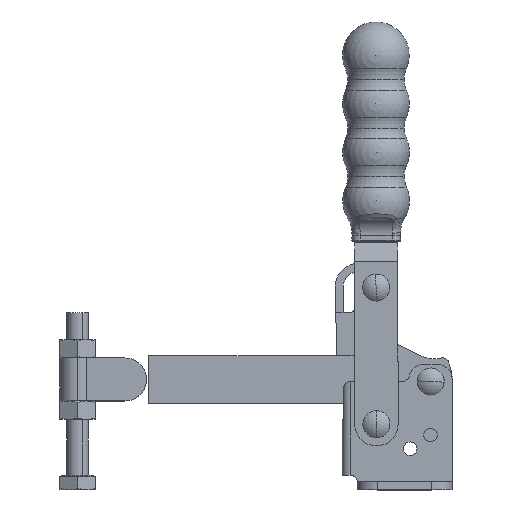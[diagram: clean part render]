
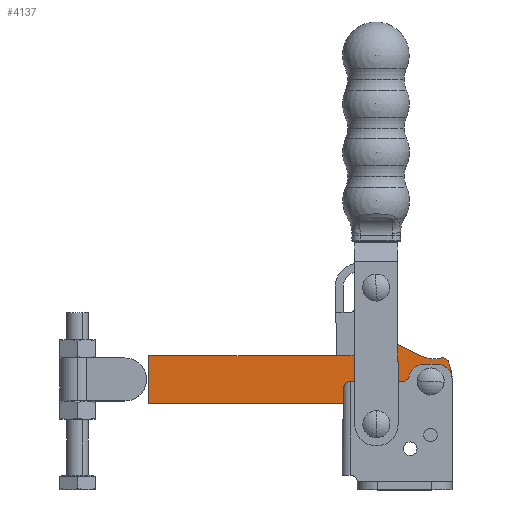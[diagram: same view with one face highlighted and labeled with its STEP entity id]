
A CAD part, top view. The second image highlights one B-rep face of the part: STEP entity #4137.
In plain terms, the highlighted planar face has unit normal (0, 0, 1).
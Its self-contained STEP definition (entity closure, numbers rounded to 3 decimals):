
#179 = EDGE_CURVE ( 'NONE', #5527, #3437, #2108, .T. ) ;
#201 = VECTOR ( 'NONE', #3950, 1000. ) ;
#250 = VECTOR ( 'NONE', #4810, 1000. ) ;
#412 = DIRECTION ( 'NONE',  ( 0., 0., 1. ) ) ;
#502 = EDGE_CURVE ( 'NONE', #3437, #5527, #10390, .T. ) ;
#554 = CARTESIAN_POINT ( 'NONE',  ( -76.903, 65.413, 3. ) ) ;
#606 = ORIENTED_EDGE ( 'NONE', *, *, #7603, .T. ) ;
#868 = EDGE_CURVE ( 'NONE', #5654, #11491, #6734, .T. ) ;
#948 = EDGE_CURVE ( 'NONE', #3772, #12839, #4482, .T. ) ;
#1101 = CARTESIAN_POINT ( 'NONE',  ( 34.693, 51.913, 3. ) ) ;
#1270 = ORIENTED_EDGE ( 'NONE', *, *, #10077, .T. ) ;
#1342 = CARTESIAN_POINT ( 'NONE',  ( 6.997, 65.713, 3. ) ) ;
#1466 = VERTEX_POINT ( 'NONE', #1101 ) ;
#1622 = VERTEX_POINT ( 'NONE', #3245 ) ;
#1700 = CARTESIAN_POINT ( 'NONE',  ( -1.841, 67.413, 3. ) ) ;
#1793 = CARTESIAN_POINT ( 'NONE',  ( 28.288, 74.243, 3. ) ) ;
#1923 = CARTESIAN_POINT ( 'NONE',  ( -76.903, 65.413, 3. ) ) ;
#2108 = CIRCLE ( 'NONE', #8517, 3. ) ;
#2311 = VERTEX_POINT ( 'NONE', #11793 ) ;
#2343 = AXIS2_PLACEMENT_3D ( 'NONE', #4197, #11493, #5234 ) ;
#2370 = DIRECTION ( 'NONE',  ( 0., -1., 0. ) ) ;
#2464 = AXIS2_PLACEMENT_3D ( 'NONE', #6252, #9159, #6490 ) ;
#2616 = DIRECTION ( 'NONE',  ( -1., 0., 0. ) ) ;
#2759 = DIRECTION ( 'NONE',  ( 0., -1., 0. ) ) ;
#2841 = DIRECTION ( 'NONE',  ( 0., -1., 0. ) ) ;
#2919 = CARTESIAN_POINT ( 'NONE',  ( 10.065, 72.005, 3. ) ) ;
#2937 = DIRECTION ( 'NONE',  ( 0., 0., 1. ) ) ;
#3031 = LINE ( 'NONE', #13132, #250 ) ;
#3227 = AXIS2_PLACEMENT_3D ( 'NONE', #6594, #412, #7659 ) ;
#3245 = CARTESIAN_POINT ( 'NONE',  ( 0.123, 67.035, 3. ) ) ;
#3317 = CARTESIAN_POINT ( 'NONE',  ( -76.903, 72.713, 3. ) ) ;
#3437 = VERTEX_POINT ( 'NONE', #6497 ) ;
#3564 = CIRCLE ( 'NONE', #2343, 2.4 ) ;
#3772 = VERTEX_POINT ( 'NONE', #9291 ) ;
#3950 = DIRECTION ( 'NONE',  ( -0.899, 0.438, 0. ) ) ;
#4009 = CIRCLE ( 'NONE', #3227, 5. ) ;
#4047 = CARTESIAN_POINT ( 'NONE',  ( 35.097, 72.713, 3. ) ) ;
#4076 = EDGE_CURVE ( 'NONE', #13086, #5375, #9754, .T. ) ;
#4137 = ADVANCED_FACE ( 'NONE', ( #8433, #5341, #10904 ), #8173, .F. ) ;
#4197 = CARTESIAN_POINT ( 'NONE',  ( 31.509, 62.269, 3. ) ) ;
#4413 = EDGE_CURVE ( 'NONE', #1466, #2311, #10603, .T. ) ;
#4482 = CIRCLE ( 'NONE', #8630, 7. ) ;
#4504 = VERTEX_POINT ( 'NONE', #5659 ) ;
#4574 = AXIS2_PLACEMENT_3D ( 'NONE', #1793, #9050, #2841 ) ;
#4810 = DIRECTION ( 'NONE',  ( 1., 0., 0. ) ) ;
#4926 = DIRECTION ( 'NONE',  ( 0., 0., 1. ) ) ;
#5171 = DIRECTION ( 'NONE',  ( 0., 0., 1. ) ) ;
#5234 = DIRECTION ( 'NONE',  ( 0., -1., 0. ) ) ;
#5275 = CARTESIAN_POINT ( 'NONE',  ( 31.509, 62.269, 3. ) ) ;
#5276 = EDGE_CURVE ( 'NONE', #2311, #9934, #3564, .T. ) ;
#5295 = EDGE_CURVE ( 'NONE', #9934, #5786, #6600, .T. ) ;
#5341 = FACE_BOUND ( 'NONE', #6940, .T. ) ;
#5375 = VERTEX_POINT ( 'NONE', #1923 ) ;
#5444 = CARTESIAN_POINT ( 'NONE',  ( -76.903, 47.913, 3. ) ) ;
#5462 = CARTESIAN_POINT ( 'NONE',  ( 27.097, 58.913, 3. ) ) ;
#5527 = VERTEX_POINT ( 'NONE', #8309 ) ;
#5534 = DIRECTION ( 'NONE',  ( 0., 0., 1. ) ) ;
#5654 = VERTEX_POINT ( 'NONE', #8579 ) ;
#5659 = CARTESIAN_POINT ( 'NONE',  ( 23.904, 65.255, 3. ) ) ;
#5704 = EDGE_CURVE ( 'NONE', #7442, #1466, #4009, .T. ) ;
#5767 = CARTESIAN_POINT ( 'NONE',  ( -1.841, 65.413, 3. ) ) ;
#5775 = ORIENTED_EDGE ( 'NONE', *, *, #948, .T. ) ;
#5786 = VERTEX_POINT ( 'NONE', #7795 ) ;
#5788 = AXIS2_PLACEMENT_3D ( 'NONE', #5275, #12590, #10971 ) ;
#5966 = EDGE_LOOP ( 'NONE', ( #11816, #10318 ) ) ;
#6180 = EDGE_LOOP ( 'NONE', ( #12793, #12631, #10683, #11982, #11633, #12466, #11161, #12004, #1270, #606, #5775, #9551 ) ) ;
#6252 = CARTESIAN_POINT ( 'NONE',  ( 7.747, 64.443, 3. ) ) ;
#6403 = DIRECTION ( 'NONE',  ( 0., -1., 0. ) ) ;
#6490 = DIRECTION ( 'NONE',  ( 0., -1., 0. ) ) ;
#6493 = CARTESIAN_POINT ( 'NONE',  ( 31.509, 64.669, 3. ) ) ;
#6497 = CARTESIAN_POINT ( 'NONE',  ( 7.747, 61.443, 3. ) ) ;
#6594 = CARTESIAN_POINT ( 'NONE',  ( 29.794, 52.913, 3. ) ) ;
#6600 = CIRCLE ( 'NONE', #5788, 2.4 ) ;
#6734 = CIRCLE ( 'NONE', #10304, 3. ) ;
#6940 = EDGE_LOOP ( 'NONE', ( #9349, #9193 ) ) ;
#7157 = DIRECTION ( 'NONE',  ( -1., 0., 0. ) ) ;
#7442 = VERTEX_POINT ( 'NONE', #10972 ) ;
#7511 = DIRECTION ( 'NONE',  ( 0., -1., 0. ) ) ;
#7603 = EDGE_CURVE ( 'NONE', #4504, #3772, #11266, .T. ) ;
#7659 = DIRECTION ( 'NONE',  ( 0., -1., 0. ) ) ;
#7675 = AXIS2_PLACEMENT_3D ( 'NONE', #1342, #8580, #2370 ) ;
#7785 = AXIS2_PLACEMENT_3D ( 'NONE', #11801, #5534, #12844 ) ;
#7795 = CARTESIAN_POINT ( 'NONE',  ( 30.886, 64.586, 3. ) ) ;
#7889 = DIRECTION ( 'NONE',  ( 0., -1., 0. ) ) ;
#8173 = PLANE ( 'NONE',  #10868 ) ;
#8309 = CARTESIAN_POINT ( 'NONE',  ( 7.747, 67.443, 3. ) ) ;
#8433 = FACE_BOUND ( 'NONE', #5966, .T. ) ;
#8517 = AXIS2_PLACEMENT_3D ( 'NONE', #9905, #4926, #8942 ) ;
#8579 = CARTESIAN_POINT ( 'NONE',  ( 27.097, 52.913, 3. ) ) ;
#8580 = DIRECTION ( 'NONE',  ( 0., 0., 1. ) ) ;
#8630 = AXIS2_PLACEMENT_3D ( 'NONE', #11428, #5171, #7511 ) ;
#8942 = DIRECTION ( 'NONE',  ( 0., -1., 0. ) ) ;
#8962 = DIRECTION ( 'NONE',  ( 0., 0., -1. ) ) ;
#9001 = CIRCLE ( 'NONE', #7675, 7. ) ;
#9050 = DIRECTION ( 'NONE',  ( 0., 0., -1. ) ) ;
#9147 = CARTESIAN_POINT ( 'NONE',  ( 27.097, 55.913, 3. ) ) ;
#9159 = DIRECTION ( 'NONE',  ( 0., 0., 1. ) ) ;
#9193 = ORIENTED_EDGE ( 'NONE', *, *, #502, .F. ) ;
#9264 = CIRCLE ( 'NONE', #4574, 10. ) ;
#9291 = CARTESIAN_POINT ( 'NONE',  ( 10.065, 72.005, 3. ) ) ;
#9349 = ORIENTED_EDGE ( 'NONE', *, *, #179, .F. ) ;
#9435 = VECTOR ( 'NONE', #6403, 1000. ) ;
#9467 = AXIS2_PLACEMENT_3D ( 'NONE', #9147, #2937, #10203 ) ;
#9551 = ORIENTED_EDGE ( 'NONE', *, *, #12564, .T. ) ;
#9754 = LINE ( 'NONE', #554, #12207 ) ;
#9894 = EDGE_CURVE ( 'NONE', #5375, #10355, #12210, .T. ) ;
#9905 = CARTESIAN_POINT ( 'NONE',  ( 7.747, 64.443, 3. ) ) ;
#9934 = VERTEX_POINT ( 'NONE', #6493 ) ;
#10018 = EDGE_CURVE ( 'NONE', #1622, #13086, #10588, .T. ) ;
#10077 = EDGE_CURVE ( 'NONE', #5786, #4504, #9264, .T. ) ;
#10101 = EDGE_CURVE ( 'NONE', #11491, #5654, #12042, .T. ) ;
#10203 = DIRECTION ( 'NONE',  ( 0., -1., 0. ) ) ;
#10304 = AXIS2_PLACEMENT_3D ( 'NONE', #12406, #12435, #7889 ) ;
#10318 = ORIENTED_EDGE ( 'NONE', *, *, #868, .F. ) ;
#10355 = VERTEX_POINT ( 'NONE', #5444 ) ;
#10362 = CARTESIAN_POINT ( 'NONE',  ( 6.997, 72.713, 3. ) ) ;
#10390 = CIRCLE ( 'NONE', #2464, 3. ) ;
#10588 = CIRCLE ( 'NONE', #11832, 2. ) ;
#10603 = CIRCLE ( 'NONE', #7785, 20. ) ;
#10683 = ORIENTED_EDGE ( 'NONE', *, *, #9894, .T. ) ;
#10868 = AXIS2_PLACEMENT_3D ( 'NONE', #4047, #13457, #7157 ) ;
#10904 = FACE_OUTER_BOUND ( 'NONE', #6180, .T. ) ;
#10971 = DIRECTION ( 'NONE',  ( 0., -1., 0. ) ) ;
#10972 = CARTESIAN_POINT ( 'NONE',  ( 29.794, 47.913, 3. ) ) ;
#11161 = ORIENTED_EDGE ( 'NONE', *, *, #5276, .T. ) ;
#11266 = LINE ( 'NONE', #2919, #201 ) ;
#11428 = CARTESIAN_POINT ( 'NONE',  ( 6.997, 65.713, 3. ) ) ;
#11491 = VERTEX_POINT ( 'NONE', #5462 ) ;
#11493 = DIRECTION ( 'NONE',  ( 0., 0., 1. ) ) ;
#11633 = ORIENTED_EDGE ( 'NONE', *, *, #5704, .T. ) ;
#11793 = CARTESIAN_POINT ( 'NONE',  ( 33.747, 63.135, 3. ) ) ;
#11801 = CARTESIAN_POINT ( 'NONE',  ( 15.097, 55.913, 3. ) ) ;
#11816 = ORIENTED_EDGE ( 'NONE', *, *, #10101, .F. ) ;
#11832 = AXIS2_PLACEMENT_3D ( 'NONE', #1700, #8962, #2759 ) ;
#11982 = ORIENTED_EDGE ( 'NONE', *, *, #12257, .T. ) ;
#12004 = ORIENTED_EDGE ( 'NONE', *, *, #5295, .T. ) ;
#12042 = CIRCLE ( 'NONE', #9467, 3. ) ;
#12207 = VECTOR ( 'NONE', #2616, 1000. ) ;
#12210 = LINE ( 'NONE', #3317, #9435 ) ;
#12257 = EDGE_CURVE ( 'NONE', #10355, #7442, #3031, .T. ) ;
#12406 = CARTESIAN_POINT ( 'NONE',  ( 27.097, 55.913, 3. ) ) ;
#12435 = DIRECTION ( 'NONE',  ( 0., 0., 1. ) ) ;
#12466 = ORIENTED_EDGE ( 'NONE', *, *, #4413, .T. ) ;
#12564 = EDGE_CURVE ( 'NONE', #12839, #1622, #9001, .T. ) ;
#12590 = DIRECTION ( 'NONE',  ( 0., 0., 1. ) ) ;
#12631 = ORIENTED_EDGE ( 'NONE', *, *, #4076, .T. ) ;
#12793 = ORIENTED_EDGE ( 'NONE', *, *, #10018, .T. ) ;
#12839 = VERTEX_POINT ( 'NONE', #10362 ) ;
#12844 = DIRECTION ( 'NONE',  ( 0., -1., 0. ) ) ;
#13086 = VERTEX_POINT ( 'NONE', #5767 ) ;
#13132 = CARTESIAN_POINT ( 'NONE',  ( 35.097, 47.913, 3. ) ) ;
#13457 = DIRECTION ( 'NONE',  ( 0., 0., -1. ) ) ;
